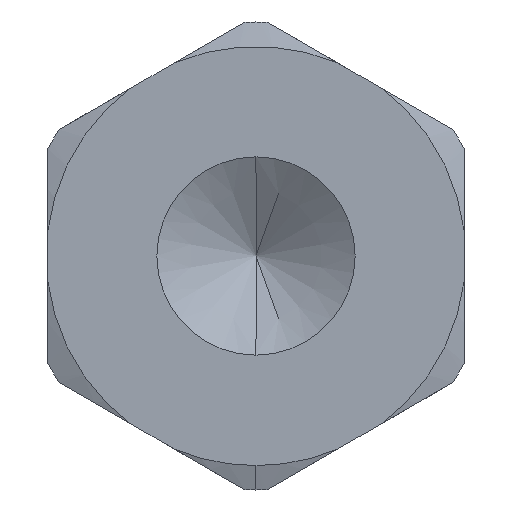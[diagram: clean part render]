
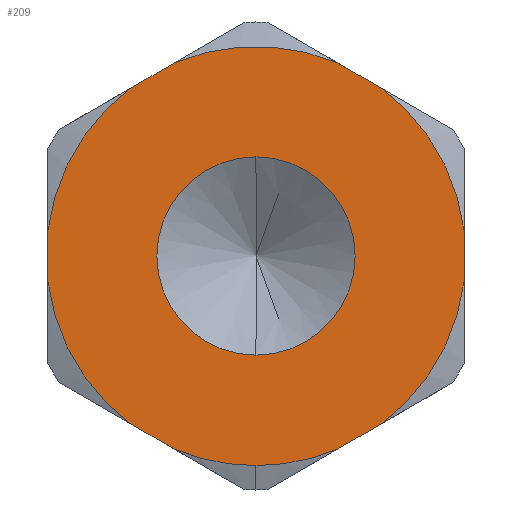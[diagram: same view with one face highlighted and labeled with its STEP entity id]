
A CAD part, left-side view. The second image highlights one B-rep face of the part: STEP entity #209.
In plain terms, the highlighted planar face has unit normal (-1, 0, 0).
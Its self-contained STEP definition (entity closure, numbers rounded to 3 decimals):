
#18 = ORIENTED_EDGE ( 'NONE', *, *, #603, .F. ) ;
#21 = CIRCLE ( 'NONE', #973, 16.123 ) ;
#34 = CARTESIAN_POINT ( 'NONE',  ( 0., 0., 0. ) ) ;
#54 = VECTOR ( 'NONE', #547, 1000. ) ;
#77 = CARTESIAN_POINT ( 'NONE',  ( 0., -8., 13.856 ) ) ;
#106 = DIRECTION ( 'NONE',  ( -1., 0., 0. ) ) ;
#112 = VERTEX_POINT ( 'NONE', #721 ) ;
#170 = VERTEX_POINT ( 'NONE', #291 ) ;
#173 = CARTESIAN_POINT ( 'NONE',  ( 0., 9.725, 12.861 ) ) ;
#197 = CARTESIAN_POINT ( 'NONE',  ( 0., 16., 0. ) ) ;
#202 = CARTESIAN_POINT ( 'NONE',  ( 0., 8., 13.856 ) ) ;
#208 = CARTESIAN_POINT ( 'NONE',  ( 0., 0., -7.625 ) ) ;
#209 = ADVANCED_FACE ( 'NONE', ( #426, #693 ), #531, .F. ) ;
#210 = DIRECTION ( 'NONE',  ( 0., -0.866, 0.5 ) ) ;
#215 = EDGE_CURVE ( 'NONE', #1063, #316, #1414, .T. ) ;
#222 = EDGE_CURVE ( 'NONE', #622, #1473, #1110, .T. ) ;
#225 = AXIS2_PLACEMENT_3D ( 'NONE', #770, #309, #545 ) ;
#227 = EDGE_LOOP ( 'NONE', ( #699, #1446, #572, #301, #715, #1194, #996, #1019, #506, #18, #488, #641, #320 ) ) ;
#234 = CARTESIAN_POINT ( 'NONE',  ( 0., 16., 1.991 ) ) ;
#238 = VERTEX_POINT ( 'NONE', #890 ) ;
#281 = DIRECTION ( 'NONE',  ( -1., 0., 0. ) ) ;
#291 = CARTESIAN_POINT ( 'NONE',  ( 0., -6.275, 14.852 ) ) ;
#293 = DIRECTION ( 'NONE',  ( 0., 0., 1. ) ) ;
#301 = ORIENTED_EDGE ( 'NONE', *, *, #799, .T. ) ;
#308 = AXIS2_PLACEMENT_3D ( 'NONE', #1270, #448, #919 ) ;
#309 = DIRECTION ( 'NONE',  ( -1., 0., 0. ) ) ;
#312 = DIRECTION ( 'NONE',  ( 0., -0.866, -0.5 ) ) ;
#316 = VERTEX_POINT ( 'NONE', #234 ) ;
#320 = ORIENTED_EDGE ( 'NONE', *, *, #903, .T. ) ;
#338 = EDGE_CURVE ( 'NONE', #112, #539, #1299, .T. ) ;
#348 = LINE ( 'NONE', #1368, #1379 ) ;
#382 = AXIS2_PLACEMENT_3D ( 'NONE', #497, #1209, #293 ) ;
#391 = VECTOR ( 'NONE', #210, 1000. ) ;
#426 = FACE_BOUND ( 'NONE', #1097, .T. ) ;
#438 = VERTEX_POINT ( 'NONE', #478 ) ;
#441 = AXIS2_PLACEMENT_3D ( 'NONE', #34, #457, #576 ) ;
#448 = DIRECTION ( 'NONE',  ( -1., 0., 0. ) ) ;
#457 = DIRECTION ( 'NONE',  ( -1., 0., 0. ) ) ;
#478 = CARTESIAN_POINT ( 'NONE',  ( 0., 6.275, 14.852 ) ) ;
#488 = ORIENTED_EDGE ( 'NONE', *, *, #1098, .T. ) ;
#497 = CARTESIAN_POINT ( 'NONE',  ( 0., 0., 0. ) ) ;
#503 = CIRCLE ( 'NONE', #608, 7.625 ) ;
#506 = ORIENTED_EDGE ( 'NONE', *, *, #1249, .T. ) ;
#531 = PLANE ( 'NONE',  #832 ) ;
#534 = DIRECTION ( 'NONE',  ( 0., 0., 1. ) ) ;
#539 = VERTEX_POINT ( 'NONE', #647 ) ;
#542 = CARTESIAN_POINT ( 'NONE',  ( 0., 0., 0. ) ) ;
#543 = DIRECTION ( 'NONE',  ( -1., 0., 0. ) ) ;
#544 = LINE ( 'NONE', #202, #391 ) ;
#545 = DIRECTION ( 'NONE',  ( 0., 0., 1. ) ) ;
#547 = DIRECTION ( 'NONE',  ( 0., 0.866, -0.5 ) ) ;
#550 = CARTESIAN_POINT ( 'NONE',  ( 0., -8., -13.856 ) ) ;
#560 = CIRCLE ( 'NONE', #825, 16.123 ) ;
#564 = VERTEX_POINT ( 'NONE', #1224 ) ;
#572 = ORIENTED_EDGE ( 'NONE', *, *, #912, .F. ) ;
#576 = DIRECTION ( 'NONE',  ( 0., 0., 1. ) ) ;
#583 = DIRECTION ( 'NONE',  ( 0., 0., 1. ) ) ;
#603 = EDGE_CURVE ( 'NONE', #238, #651, #348, .T. ) ;
#608 = AXIS2_PLACEMENT_3D ( 'NONE', #1244, #106, #534 ) ;
#613 = EDGE_CURVE ( 'NONE', #112, #813, #1412, .T. ) ;
#622 = VERTEX_POINT ( 'NONE', #1046 ) ;
#638 = ORIENTED_EDGE ( 'NONE', *, *, #1324, .F. ) ;
#641 = ORIENTED_EDGE ( 'NONE', *, *, #1406, .F. ) ;
#647 = CARTESIAN_POINT ( 'NONE',  ( 0., 9.725, -12.861 ) ) ;
#651 = VERTEX_POINT ( 'NONE', #946 ) ;
#656 = CARTESIAN_POINT ( 'NONE',  ( 0., -6.275, -14.852 ) ) ;
#660 = CARTESIAN_POINT ( 'NONE',  ( 0., 0., 0. ) ) ;
#678 = CARTESIAN_POINT ( 'NONE',  ( 0., 16., -1.991 ) ) ;
#693 = FACE_OUTER_BOUND ( 'NONE', #227, .T. ) ;
#699 = ORIENTED_EDGE ( 'NONE', *, *, #829, .F. ) ;
#715 = ORIENTED_EDGE ( 'NONE', *, *, #338, .F. ) ;
#721 = CARTESIAN_POINT ( 'NONE',  ( 0., 6.275, -14.852 ) ) ;
#727 = VECTOR ( 'NONE', #830, 1000. ) ;
#732 = AXIS2_PLACEMENT_3D ( 'NONE', #1320, #281, #1096 ) ;
#759 = CARTESIAN_POINT ( 'NONE',  ( 0., 0., 7.625 ) ) ;
#770 = CARTESIAN_POINT ( 'NONE',  ( 0., 0., 0. ) ) ;
#772 = DIRECTION ( 'NONE',  ( -1., 0., 0. ) ) ;
#784 = DIRECTION ( 'NONE',  ( 1., 0., 0. ) ) ;
#799 = EDGE_CURVE ( 'NONE', #951, #539, #1260, .T. ) ;
#801 = VECTOR ( 'NONE', #1007, 1000. ) ;
#802 = AXIS2_PLACEMENT_3D ( 'NONE', #542, #1234, #1241 ) ;
#806 = LINE ( 'NONE', #77, #1392 ) ;
#813 = VERTEX_POINT ( 'NONE', #1325 ) ;
#825 = AXIS2_PLACEMENT_3D ( 'NONE', #1347, #543, #1464 ) ;
#829 = EDGE_CURVE ( 'NONE', #1063, #438, #544, .T. ) ;
#830 = DIRECTION ( 'NONE',  ( 0., 0.866, 0.5 ) ) ;
#832 = AXIS2_PLACEMENT_3D ( 'NONE', #1480, #784, #1139 ) ;
#884 = VERTEX_POINT ( 'NONE', #759 ) ;
#890 = CARTESIAN_POINT ( 'NONE',  ( 0., -16., 1.991 ) ) ;
#898 = EDGE_CURVE ( 'NONE', #884, #1093, #503, .T. ) ;
#903 = EDGE_CURVE ( 'NONE', #170, #438, #928, .T. ) ;
#912 = EDGE_CURVE ( 'NONE', #951, #316, #1371, .T. ) ;
#919 = DIRECTION ( 'NONE',  ( 0., 0., 1. ) ) ;
#928 = CIRCLE ( 'NONE', #225, 16.123 ) ;
#946 = CARTESIAN_POINT ( 'NONE',  ( 0., -16., -1.991 ) ) ;
#951 = VERTEX_POINT ( 'NONE', #678 ) ;
#973 = AXIS2_PLACEMENT_3D ( 'NONE', #660, #772, #583 ) ;
#996 = ORIENTED_EDGE ( 'NONE', *, *, #1484, .T. ) ;
#1007 = DIRECTION ( 'NONE',  ( 0., 0., 1. ) ) ;
#1019 = ORIENTED_EDGE ( 'NONE', *, *, #222, .F. ) ;
#1046 = CARTESIAN_POINT ( 'NONE',  ( 0., -9.725, -12.861 ) ) ;
#1063 = VERTEX_POINT ( 'NONE', #173 ) ;
#1093 = VERTEX_POINT ( 'NONE', #208 ) ;
#1096 = DIRECTION ( 'NONE',  ( 0., 0., 1. ) ) ;
#1097 = EDGE_LOOP ( 'NONE', ( #1309, #638 ) ) ;
#1098 = EDGE_CURVE ( 'NONE', #238, #564, #560, .T. ) ;
#1110 = LINE ( 'NONE', #550, #54 ) ;
#1137 = DIRECTION ( 'NONE',  ( 0., 0., -1. ) ) ;
#1139 = DIRECTION ( 'NONE',  ( 0., 0., -1. ) ) ;
#1160 = CARTESIAN_POINT ( 'NONE',  ( 0., 8., -13.856 ) ) ;
#1182 = CIRCLE ( 'NONE', #441, 16.123 ) ;
#1194 = ORIENTED_EDGE ( 'NONE', *, *, #613, .T. ) ;
#1209 = DIRECTION ( 'NONE',  ( -1., 0., 0. ) ) ;
#1224 = CARTESIAN_POINT ( 'NONE',  ( 0., -9.725, 12.861 ) ) ;
#1234 = DIRECTION ( 'NONE',  ( -1., 0., 0. ) ) ;
#1241 = DIRECTION ( 'NONE',  ( 0., 0., 1. ) ) ;
#1244 = CARTESIAN_POINT ( 'NONE',  ( 0., 0., 0. ) ) ;
#1249 = EDGE_CURVE ( 'NONE', #622, #651, #1182, .T. ) ;
#1260 = CIRCLE ( 'NONE', #382, 16.123 ) ;
#1270 = CARTESIAN_POINT ( 'NONE',  ( 0., 0., 0. ) ) ;
#1296 = CIRCLE ( 'NONE', #732, 7.625 ) ;
#1299 = LINE ( 'NONE', #1160, #727 ) ;
#1309 = ORIENTED_EDGE ( 'NONE', *, *, #898, .F. ) ;
#1320 = CARTESIAN_POINT ( 'NONE',  ( 0., 0., 0. ) ) ;
#1324 = EDGE_CURVE ( 'NONE', #1093, #884, #1296, .T. ) ;
#1325 = CARTESIAN_POINT ( 'NONE',  ( 0., 0., -16.123 ) ) ;
#1347 = CARTESIAN_POINT ( 'NONE',  ( 0., 0., 0. ) ) ;
#1368 = CARTESIAN_POINT ( 'NONE',  ( 0., -16., 0. ) ) ;
#1371 = LINE ( 'NONE', #197, #801 ) ;
#1379 = VECTOR ( 'NONE', #1137, 1000. ) ;
#1392 = VECTOR ( 'NONE', #312, 1000. ) ;
#1406 = EDGE_CURVE ( 'NONE', #170, #564, #806, .T. ) ;
#1412 = CIRCLE ( 'NONE', #308, 16.123 ) ;
#1414 = CIRCLE ( 'NONE', #802, 16.123 ) ;
#1446 = ORIENTED_EDGE ( 'NONE', *, *, #215, .T. ) ;
#1464 = DIRECTION ( 'NONE',  ( 0., 0., 1. ) ) ;
#1473 = VERTEX_POINT ( 'NONE', #656 ) ;
#1480 = CARTESIAN_POINT ( 'NONE',  ( 0., 0., 0. ) ) ;
#1484 = EDGE_CURVE ( 'NONE', #813, #1473, #21, .T. ) ;
